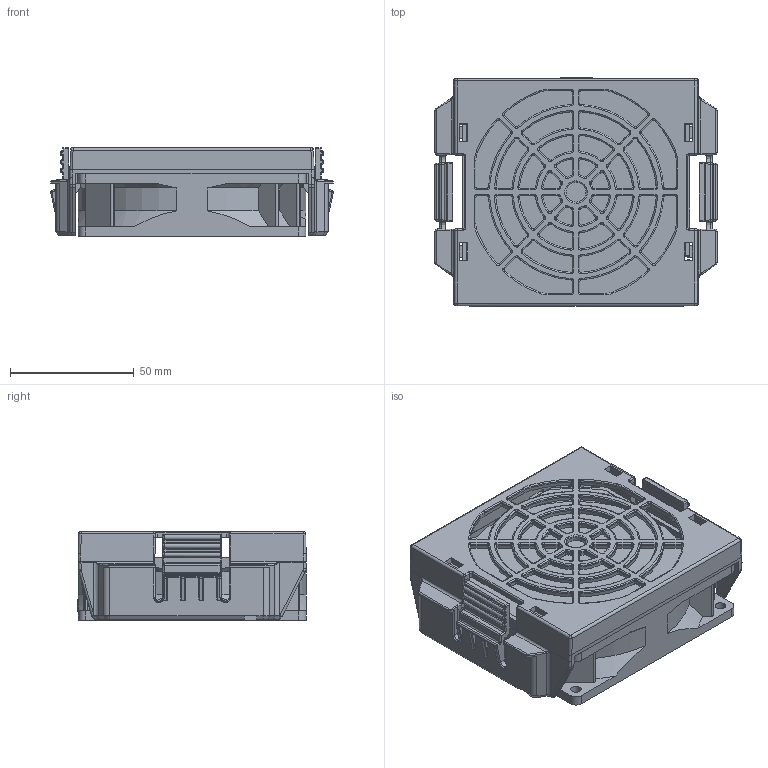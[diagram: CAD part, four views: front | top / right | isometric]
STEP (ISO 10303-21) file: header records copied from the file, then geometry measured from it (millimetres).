
FILE_DESCRIPTION (( 'STEP AP214' ), '1' );
FILE_NAME ('GS20A-FAN-E.STEP', '2020-03-10T20:10:39', ( '' ), ( '' ), 'SwSTEP 2.0', 'SolidWorks 2017', '' );
FILE_SCHEMA (( 'AUTOMOTIVE_DESIGN' ));
Length unit declared in the file: inch
Products named in the file (1): GS20A-FAN-E
Bounding box: 114 x 92.2 x 35.9 mm (x, y, z)
Volume: 205885.2 mm3; surface area: 68330.8 mm2
Topology: 2 solids, 2 shells, 2159 faces, 5497 edges, 3373 vertices
Faces by surface type: plane 685, cylinder 535, cone 506, bspline 433
Entity records: 81454 total; most frequent: CARTESIAN_POINT 33544, ORIENTED_EDGE 10986, DIRECTION 8582, EDGE_CURVE 5493, VERTEX_POINT 3373, AXIS2_PLACEMENT_3D 2994, LINE 2594, VECTOR 2594
